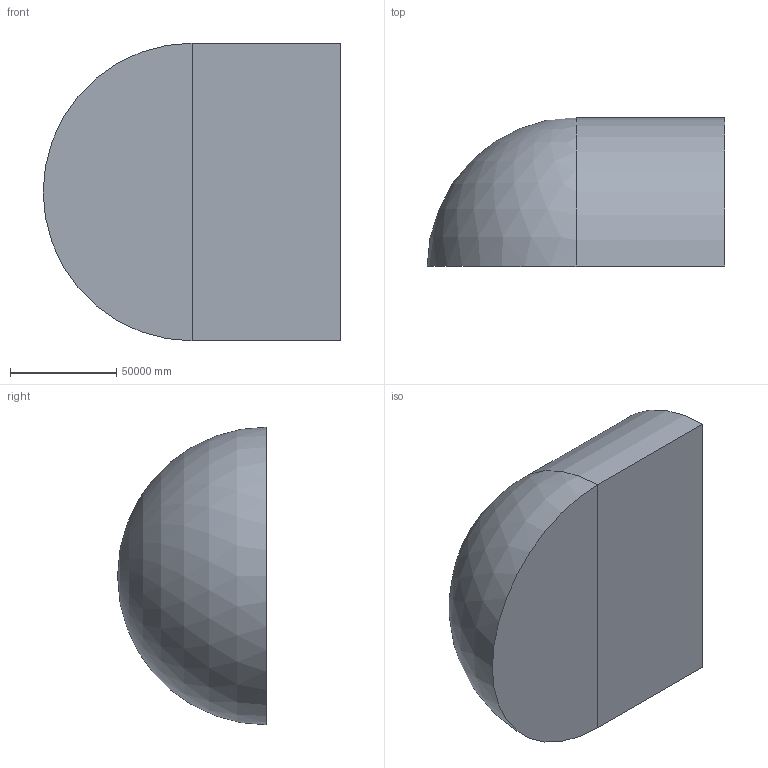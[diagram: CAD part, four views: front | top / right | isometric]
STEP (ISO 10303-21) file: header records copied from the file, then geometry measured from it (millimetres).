
FILE_DESCRIPTION (( 'STEP AP214' ), '1' );
FILE_NAME ('domain.STEP', '2023-02-22T11:09:58', ( '' ), ( '' ), 'SwSTEP 2.0', 'SolidWorks 2021', '' );
FILE_SCHEMA (( 'AUTOMOTIVE_DESIGN' ));
Length unit declared in the file: metre
Products named in the file (1): domain
Bounding box: 140000 x 70000 x 140000 mm (x, y, z)
Volume: 897971900151081.2 mm3; surface area: 71375216010.4 mm2
Topology: 2 solids, 2 shells, 7 faces, 11 edges, 7 vertices
Faces by surface type: plane 5, cylinder 1, sphere 1
Entity records: 190 total; most frequent: DIRECTION 29, CARTESIAN_POINT 23, ORIENTED_EDGE 18, AXIS2_PLACEMENT_3D 12, EDGE_CURVE 9, FACE_OUTER_BOUND 7, EDGE_LOOP 7, ADVANCED_FACE 7
